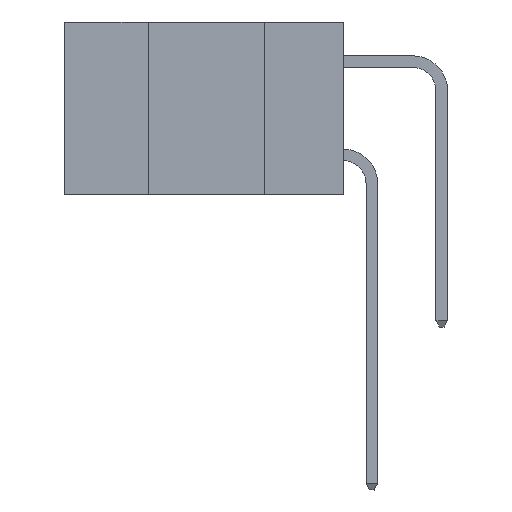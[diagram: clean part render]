
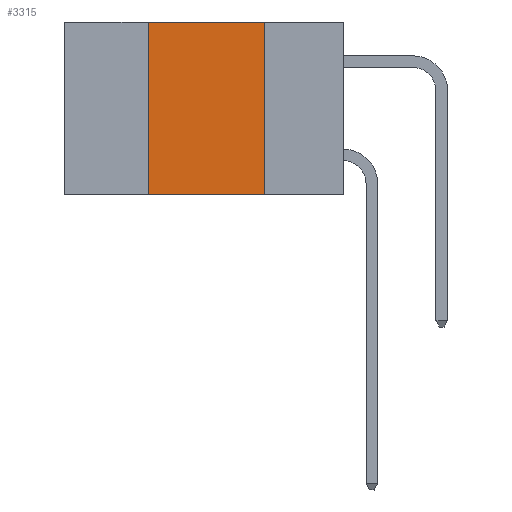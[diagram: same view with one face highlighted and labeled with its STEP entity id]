
A CAD part, left-side view. The second image highlights one B-rep face of the part: STEP entity #3315.
In plain terms, the highlighted planar face has unit normal (-1, 0, 0).
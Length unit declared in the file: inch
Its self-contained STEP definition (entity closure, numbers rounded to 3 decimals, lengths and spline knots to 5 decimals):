
#938 = EDGE_CURVE ( 'NONE', #6215, #8549, #17585, .T. ) ;
#1049 = DIRECTION ( 'NONE',  ( 0., 0., -1. ) ) ;
#2165 = EDGE_CURVE ( 'NONE', #6320, #18398, #18873, .T. ) ;
#2524 = PLANE ( 'NONE',  #12467 ) ;
#2760 = LINE ( 'NONE', #16532, #20965 ) ;
#2980 = DIRECTION ( 'NONE',  ( 0., 0., 1. ) ) ;
#3315 = ADVANCED_FACE ( 'NONE', ( #4242 ), #2524, .F. ) ;
#4242 = FACE_OUTER_BOUND ( 'NONE', #14123, .T. ) ;
#4736 = EDGE_CURVE ( 'NONE', #6215, #6320, #21929, .T. ) ;
#5582 = CARTESIAN_POINT ( 'NONE',  ( 0., 0.42, 0. ) ) ;
#6215 = VERTEX_POINT ( 'NONE', #20078 ) ;
#6320 = VERTEX_POINT ( 'NONE', #5582 ) ;
#6456 = DIRECTION ( 'NONE',  ( 0., -1., 0. ) ) ;
#8361 = CARTESIAN_POINT ( 'NONE',  ( 0., 0.6, -0.37 ) ) ;
#8549 = VERTEX_POINT ( 'NONE', #8571 ) ;
#8571 = CARTESIAN_POINT ( 'NONE',  ( 0., 0.17, -0.37 ) ) ;
#9404 = DIRECTION ( 'NONE',  ( 0., 0., -1. ) ) ;
#11011 = DIRECTION ( 'NONE',  ( 1., 0., 0. ) ) ;
#11602 = CARTESIAN_POINT ( 'NONE',  ( 0., 0.17, 0. ) ) ;
#12061 = ORIENTED_EDGE ( 'NONE', *, *, #938, .T. ) ;
#12467 = AXIS2_PLACEMENT_3D ( 'NONE', #17991, #11011, #9404 ) ;
#12765 = EDGE_CURVE ( 'NONE', #18398, #8549, #2760, .T. ) ;
#13231 = ORIENTED_EDGE ( 'NONE', *, *, #12765, .F. ) ;
#14123 = EDGE_LOOP ( 'NONE', ( #13231, #19982, #18975, #12061 ) ) ;
#14310 = VECTOR ( 'NONE', #2980, 39.37008 ) ;
#15267 = DIRECTION ( 'NONE',  ( 0., -1., 0. ) ) ;
#16398 = VECTOR ( 'NONE', #6456, 39.37008 ) ;
#16532 = CARTESIAN_POINT ( 'NONE',  ( 0., 0.17, -0.37 ) ) ;
#17291 = CARTESIAN_POINT ( 'NONE',  ( 0., 0.6, 0. ) ) ;
#17585 = LINE ( 'NONE', #8361, #19972 ) ;
#17991 = CARTESIAN_POINT ( 'NONE',  ( 0., 0.6, 0. ) ) ;
#18398 = VERTEX_POINT ( 'NONE', #11602 ) ;
#18873 = LINE ( 'NONE', #17291, #16398 ) ;
#18975 = ORIENTED_EDGE ( 'NONE', *, *, #4736, .F. ) ;
#19972 = VECTOR ( 'NONE', #15267, 39.37008 ) ;
#19982 = ORIENTED_EDGE ( 'NONE', *, *, #2165, .F. ) ;
#20078 = CARTESIAN_POINT ( 'NONE',  ( 0., 0.42, -0.37 ) ) ;
#20131 = CARTESIAN_POINT ( 'NONE',  ( 0., 0.42, -0.37 ) ) ;
#20965 = VECTOR ( 'NONE', #1049, 39.37008 ) ;
#21929 = LINE ( 'NONE', #20131, #14310 ) ;
